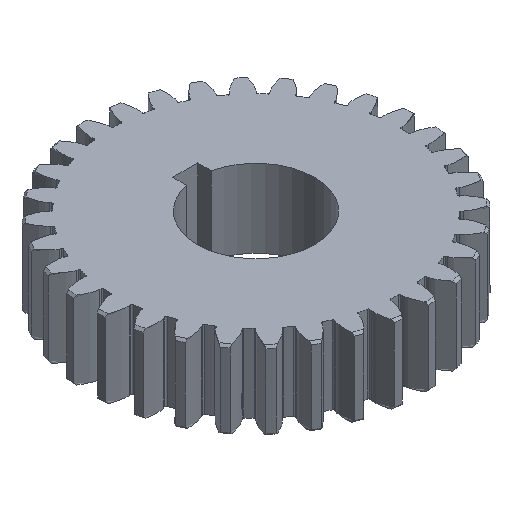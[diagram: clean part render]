
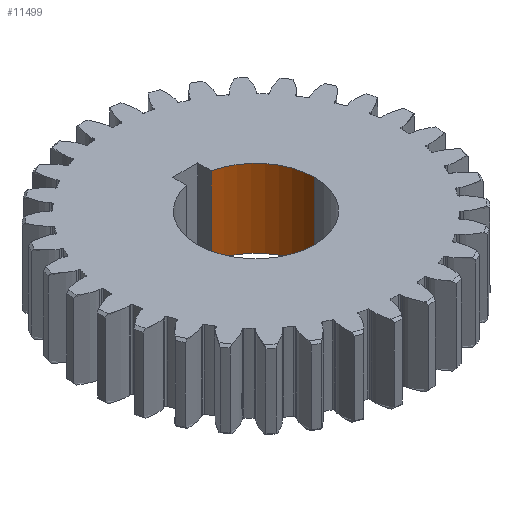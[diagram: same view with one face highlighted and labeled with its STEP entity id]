
A CAD part, isometric view. The second image highlights one B-rep face of the part: STEP entity #11499.
In plain terms, the highlighted cylindrical face has radius 2.381 mm (diameter 4.763 mm), a partial arc.
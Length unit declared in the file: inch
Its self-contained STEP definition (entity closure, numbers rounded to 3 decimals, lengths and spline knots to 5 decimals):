
#309 = EDGE_CURVE ( 'NONE', #12565, #12009, #5340, .T. ) ;
#1775 = CARTESIAN_POINT ( 'NONE',  ( 0.02, 0.09159, -0.0625 ) ) ;
#2152 = AXIS2_PLACEMENT_3D ( 'NONE', #4464, #9224, #3332 ) ;
#2431 = CARTESIAN_POINT ( 'NONE',  ( 0.02, 0.09159, -0.0625 ) ) ;
#2959 = CIRCLE ( 'NONE', #5022, 0.09375 ) ;
#2980 = DIRECTION ( 'NONE',  ( 0., 0., 1. ) ) ;
#3260 = DIRECTION ( 'NONE',  ( 0., 0., 1. ) ) ;
#3332 = DIRECTION ( 'NONE',  ( 1., 0., 0. ) ) ;
#3374 = EDGE_LOOP ( 'NONE', ( #13464, #7287, #12385, #7770 ) ) ;
#3503 = CARTESIAN_POINT ( 'NONE',  ( 0., 0., 0.0625 ) ) ;
#4464 = CARTESIAN_POINT ( 'NONE',  ( 0., 0., -0.0625 ) ) ;
#5022 = AXIS2_PLACEMENT_3D ( 'NONE', #3503, #3260, #14418 ) ;
#5086 = CARTESIAN_POINT ( 'NONE',  ( 0.09375, 0., 0.0625 ) ) ;
#5340 = LINE ( 'NONE', #11605, #14337 ) ;
#5415 = DIRECTION ( 'NONE',  ( 0., 0., 1. ) ) ;
#6529 = VERTEX_POINT ( 'NONE', #2431 ) ;
#7063 = CIRCLE ( 'NONE', #9887, 0.09375 ) ;
#7287 = ORIENTED_EDGE ( 'NONE', *, *, #309, .T. ) ;
#7770 = ORIENTED_EDGE ( 'NONE', *, *, #12150, .F. ) ;
#9224 = DIRECTION ( 'NONE',  ( 0., 0., 1. ) ) ;
#9887 = AXIS2_PLACEMENT_3D ( 'NONE', #15136, #14091, #15062 ) ;
#10179 = EDGE_CURVE ( 'NONE', #12565, #6529, #7063, .T. ) ;
#10416 = FACE_OUTER_BOUND ( 'NONE', #3374, .T. ) ;
#11279 = CARTESIAN_POINT ( 'NONE',  ( 0.02, 0.09159, 0.0625 ) ) ;
#11499 = ADVANCED_FACE ( 'NONE', ( #10416 ), #14341, .F. ) ;
#11605 = CARTESIAN_POINT ( 'NONE',  ( 0.09375, 0., -0.0625 ) ) ;
#12009 = VERTEX_POINT ( 'NONE', #5086 ) ;
#12150 = EDGE_CURVE ( 'NONE', #6529, #14019, #15428, .T. ) ;
#12385 = ORIENTED_EDGE ( 'NONE', *, *, #15849, .T. ) ;
#12565 = VERTEX_POINT ( 'NONE', #14502 ) ;
#13464 = ORIENTED_EDGE ( 'NONE', *, *, #10179, .F. ) ;
#14019 = VERTEX_POINT ( 'NONE', #11279 ) ;
#14091 = DIRECTION ( 'NONE',  ( 0., 0., 1. ) ) ;
#14193 = VECTOR ( 'NONE', #2980, 39.37008 ) ;
#14337 = VECTOR ( 'NONE', #5415, 39.37008 ) ;
#14341 = CYLINDRICAL_SURFACE ( 'NONE', #2152, 0.09375 ) ;
#14418 = DIRECTION ( 'NONE',  ( 1., 0., 0. ) ) ;
#14502 = CARTESIAN_POINT ( 'NONE',  ( 0.09375, 0., -0.0625 ) ) ;
#15062 = DIRECTION ( 'NONE',  ( 1., 0., 0. ) ) ;
#15136 = CARTESIAN_POINT ( 'NONE',  ( 0., 0., -0.0625 ) ) ;
#15428 = LINE ( 'NONE', #1775, #14193 ) ;
#15849 = EDGE_CURVE ( 'NONE', #12009, #14019, #2959, .T. ) ;
